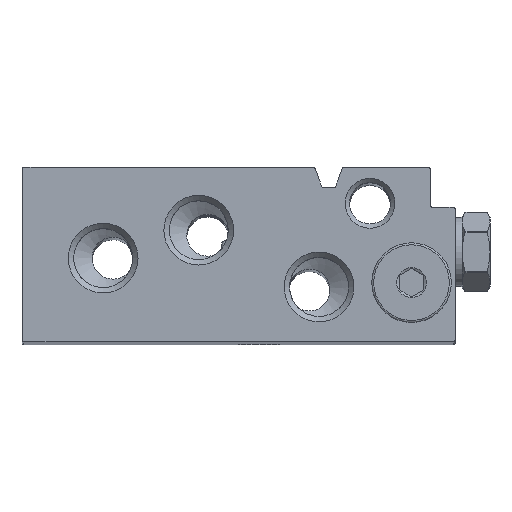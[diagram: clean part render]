
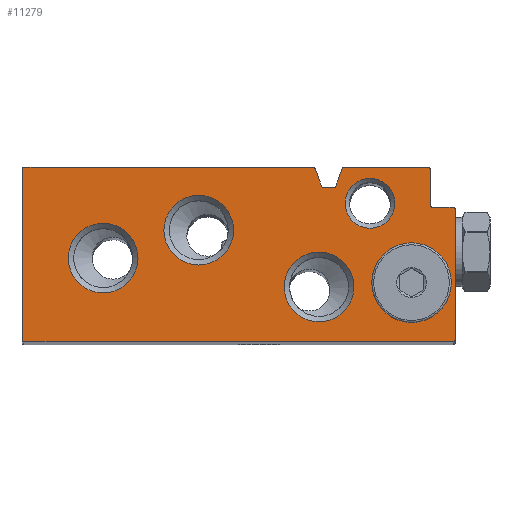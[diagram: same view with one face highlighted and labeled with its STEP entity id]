
A CAD part, top view. The second image highlights one B-rep face of the part: STEP entity #11279.
In plain terms, the highlighted face is planar.
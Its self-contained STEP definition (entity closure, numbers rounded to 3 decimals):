
#62=PLANE('',#12732);
#389=LINE('',#19946,#932);
#393=LINE('',#19962,#936);
#419=LINE('',#20078,#962);
#471=LINE('',#20334,#1014);
#475=LINE('',#20346,#1018);
#479=LINE('',#20358,#1022);
#483=LINE('',#20370,#1026);
#569=LINE('',#20634,#1112);
#573=LINE('',#20646,#1116);
#577=LINE('',#20657,#1120);
#932=VECTOR('',#14078,1000.);
#936=VECTOR('',#14094,1000.);
#962=VECTOR('',#14188,1000.);
#1014=VECTOR('',#14396,1000.);
#1018=VECTOR('',#14408,1000.);
#1022=VECTOR('',#14420,1000.);
#1026=VECTOR('',#14432,1000.);
#1112=VECTOR('',#14614,1000.);
#1116=VECTOR('',#14626,1000.);
#1120=VECTOR('',#14638,1000.);
#1832=CIRCLE('',#12543,0.2);
#1835=CIRCLE('',#12548,0.2);
#1839=CIRCLE('',#12554,0.2);
#1871=CIRCLE('',#12588,0.2);
#1947=CIRCLE('',#12666,0.2);
#1949=CIRCLE('',#12670,0.2);
#1951=CIRCLE('',#12674,0.2);
#1953=CIRCLE('',#12678,0.2);
#1999=CIRCLE('',#12726,0.2);
#2001=CIRCLE('',#12730,0.2);
#2002=CIRCLE('',#12733,3.5);
#2003=CIRCLE('',#12734,3.5);
#2004=CIRCLE('',#12735,3.5);
#2005=CIRCLE('',#12736,2.5);
#2006=CIRCLE('',#12737,2.5);
#3126=ORIENTED_EDGE('',*,*,#5888,.F.);
#3127=ORIENTED_EDGE('',*,*,#5889,.F.);
#3128=ORIENTED_EDGE('',*,*,#5890,.F.);
#3129=ORIENTED_EDGE('',*,*,#5891,.F.);
#3130=ORIENTED_EDGE('',*,*,#5892,.F.);
#3131=ORIENTED_EDGE('',*,*,#5527,.F.);
#3132=ORIENTED_EDGE('',*,*,#5887,.F.);
#3133=ORIENTED_EDGE('',*,*,#5884,.T.);
#3134=ORIENTED_EDGE('',*,*,#5881,.F.);
#3135=ORIENTED_EDGE('',*,*,#5878,.F.);
#3136=ORIENTED_EDGE('',*,*,#5875,.F.);
#3137=ORIENTED_EDGE('',*,*,#5746,.F.);
#3138=ORIENTED_EDGE('',*,*,#5743,.F.);
#3139=ORIENTED_EDGE('',*,*,#5740,.T.);
#3140=ORIENTED_EDGE('',*,*,#5737,.F.);
#3141=ORIENTED_EDGE('',*,*,#5734,.T.);
#3142=ORIENTED_EDGE('',*,*,#5731,.F.);
#3143=ORIENTED_EDGE('',*,*,#5728,.F.);
#3144=ORIENTED_EDGE('',*,*,#5725,.F.);
#3145=ORIENTED_EDGE('',*,*,#5600,.F.);
#3146=ORIENTED_EDGE('',*,*,#5597,.F.);
#3147=ORIENTED_EDGE('',*,*,#5542,.F.);
#3148=ORIENTED_EDGE('',*,*,#5539,.F.);
#3149=ORIENTED_EDGE('',*,*,#5534,.F.);
#3150=ORIENTED_EDGE('',*,*,#5531,.F.);
#5527=EDGE_CURVE('',#6947,#6948,#1832,.T.);
#5531=EDGE_CURVE('',#6948,#6951,#389,.T.);
#5534=EDGE_CURVE('',#6951,#6953,#1835,.T.);
#5539=EDGE_CURVE('',#6953,#6957,#393,.T.);
#5542=EDGE_CURVE('',#6957,#6959,#1839,.T.);
#5597=EDGE_CURVE('',#6959,#7013,#419,.T.);
#5600=EDGE_CURVE('',#7013,#7015,#1871,.T.);
#5725=EDGE_CURVE('',#7015,#7139,#471,.T.);
#5728=EDGE_CURVE('',#7139,#7141,#1947,.T.);
#5731=EDGE_CURVE('',#7141,#7143,#475,.T.);
#5734=EDGE_CURVE('',#7145,#7143,#1949,.T.);
#5737=EDGE_CURVE('',#7145,#7147,#479,.T.);
#5740=EDGE_CURVE('',#7149,#7147,#1951,.T.);
#5743=EDGE_CURVE('',#7149,#7151,#483,.T.);
#5746=EDGE_CURVE('',#7151,#7153,#1953,.T.);
#5875=EDGE_CURVE('',#7153,#7281,#569,.T.);
#5878=EDGE_CURVE('',#7281,#7283,#1999,.T.);
#5881=EDGE_CURVE('',#7283,#7285,#573,.T.);
#5884=EDGE_CURVE('',#7287,#7285,#2001,.T.);
#5887=EDGE_CURVE('',#7287,#6947,#577,.T.);
#5888=EDGE_CURVE('',#7288,#7288,#2002,.T.);
#5889=EDGE_CURVE('',#7289,#7289,#2003,.T.);
#5890=EDGE_CURVE('',#7290,#7290,#2004,.T.);
#5891=EDGE_CURVE('',#7291,#7291,#2005,.T.);
#5892=EDGE_CURVE('',#7292,#7292,#2006,.T.);
#6947=VERTEX_POINT('',#19937);
#6948=VERTEX_POINT('',#19939);
#6951=VERTEX_POINT('',#19947);
#6953=VERTEX_POINT('',#19953);
#6957=VERTEX_POINT('',#19963);
#6959=VERTEX_POINT('',#19969);
#7013=VERTEX_POINT('',#20079);
#7015=VERTEX_POINT('',#20085);
#7139=VERTEX_POINT('',#20335);
#7141=VERTEX_POINT('',#20341);
#7143=VERTEX_POINT('',#20347);
#7145=VERTEX_POINT('',#20353);
#7147=VERTEX_POINT('',#20359);
#7149=VERTEX_POINT('',#20365);
#7151=VERTEX_POINT('',#20371);
#7153=VERTEX_POINT('',#20377);
#7281=VERTEX_POINT('',#20635);
#7283=VERTEX_POINT('',#20641);
#7285=VERTEX_POINT('',#20647);
#7287=VERTEX_POINT('',#20653);
#7288=VERTEX_POINT('',#20660);
#7289=VERTEX_POINT('',#20662);
#7290=VERTEX_POINT('',#20664);
#7291=VERTEX_POINT('',#20666);
#7292=VERTEX_POINT('',#20668);
#8486=EDGE_LOOP('',(#3126));
#8487=EDGE_LOOP('',(#3127));
#8488=EDGE_LOOP('',(#3128));
#8489=EDGE_LOOP('',(#3129));
#8490=EDGE_LOOP('',(#3130));
#8491=EDGE_LOOP('',(#3131,#3132,#3133,#3134,#3135,#3136,#3137,#3138,#3139,
#3140,#3141,#3142,#3143,#3144,#3145,#3146,#3147,#3148,#3149,#3150));
#9881=FACE_BOUND('',#8486,.T.);
#9882=FACE_BOUND('',#8487,.T.);
#9883=FACE_BOUND('',#8488,.T.);
#9884=FACE_BOUND('',#8489,.T.);
#9885=FACE_BOUND('',#8490,.T.);
#9886=FACE_BOUND('',#8491,.T.);
#11279=ADVANCED_FACE('',(#9881,#9882,#9883,#9884,#9885,#9886),#62,.F.);
#12543=AXIS2_PLACEMENT_3D('',#19938,#14070,#14071);
#12548=AXIS2_PLACEMENT_3D('',#19952,#14084,#14085);
#12554=AXIS2_PLACEMENT_3D('',#19968,#14100,#14101);
#12588=AXIS2_PLACEMENT_3D('',#20084,#14194,#14195);
#12666=AXIS2_PLACEMENT_3D('',#20340,#14402,#14403);
#12670=AXIS2_PLACEMENT_3D('',#20352,#14414,#14415);
#12674=AXIS2_PLACEMENT_3D('',#20364,#14426,#14427);
#12678=AXIS2_PLACEMENT_3D('',#20376,#14438,#14439);
#12726=AXIS2_PLACEMENT_3D('',#20640,#14620,#14621);
#12730=AXIS2_PLACEMENT_3D('',#20652,#14632,#14633);
#12732=AXIS2_PLACEMENT_3D('',#20658,#14639,#14640);
#12733=AXIS2_PLACEMENT_3D('',#20659,#14641,#14642);
#12734=AXIS2_PLACEMENT_3D('',#20661,#14643,#14644);
#12735=AXIS2_PLACEMENT_3D('',#20663,#14645,#14646);
#12736=AXIS2_PLACEMENT_3D('',#20665,#14647,#14648);
#12737=AXIS2_PLACEMENT_3D('',#20667,#14649,#14650);
#14070=DIRECTION('',(0.,0.,1.));
#14071=DIRECTION('',(1.,0.,0.));
#14078=DIRECTION('',(0.,-1.,0.));
#14084=DIRECTION('',(0.,0.,1.));
#14085=DIRECTION('',(1.,0.,0.));
#14094=DIRECTION('',(1.,0.,0.));
#14100=DIRECTION('',(0.,0.,1.));
#14101=DIRECTION('',(1.,0.,0.));
#14188=DIRECTION('',(0.,1.,0.));
#14194=DIRECTION('',(0.,0.,1.));
#14195=DIRECTION('',(1.,0.,0.));
#14396=DIRECTION('',(-1.,0.,0.));
#14402=DIRECTION('',(0.,0.,1.));
#14403=DIRECTION('',(1.,0.,0.));
#14408=DIRECTION('',(-0.342,-0.94,0.));
#14414=DIRECTION('',(0.,0.,1.));
#14415=DIRECTION('',(1.,0.,0.));
#14420=DIRECTION('',(-1.,0.,0.));
#14426=DIRECTION('',(0.,0.,1.));
#14427=DIRECTION('',(1.,0.,0.));
#14432=DIRECTION('',(-0.342,0.94,0.));
#14438=DIRECTION('',(0.,0.,1.));
#14439=DIRECTION('',(1.,0.,0.));
#14614=DIRECTION('',(-1.,0.,0.));
#14620=DIRECTION('',(0.,0.,1.));
#14621=DIRECTION('',(1.,0.,0.));
#14626=DIRECTION('',(0.,-1.,0.));
#14632=DIRECTION('',(0.,0.,1.));
#14633=DIRECTION('',(1.,0.,0.));
#14638=DIRECTION('',(-1.,0.,0.));
#14639=DIRECTION('',(0.,0.,1.));
#14640=DIRECTION('',(1.,0.,0.));
#14641=DIRECTION('',(0.,0.,-1.));
#14642=DIRECTION('',(-1.,0.,0.));
#14643=DIRECTION('',(0.,0.,-1.));
#14644=DIRECTION('',(-1.,0.,0.));
#14645=DIRECTION('',(0.,0.,-1.));
#14646=DIRECTION('',(-1.,0.,0.));
#14647=DIRECTION('',(0.,0.,-1.));
#14648=DIRECTION('',(-1.,0.,0.));
#14649=DIRECTION('',(0.,0.,-1.));
#14650=DIRECTION('',(-1.,0.,0.));
#19937=CARTESIAN_POINT('',(-24.65,13.5,-162.5));
#19938=CARTESIAN_POINT('',(-24.65,13.3,-162.5));
#19939=CARTESIAN_POINT('',(-24.85,13.3,-162.5));
#19946=CARTESIAN_POINT('',(-24.85,13.3,-162.5));
#19947=CARTESIAN_POINT('',(-24.85,0.2,-162.5));
#19952=CARTESIAN_POINT('',(-24.65,0.2,-162.5));
#19953=CARTESIAN_POINT('',(-24.65,0.,-162.5));
#19962=CARTESIAN_POINT('',(-24.65,0.,-162.5));
#19963=CARTESIAN_POINT('',(18.45,0.,-162.5));
#19968=CARTESIAN_POINT('',(18.45,0.2,-162.5));
#19969=CARTESIAN_POINT('',(18.65,0.2,-162.5));
#20078=CARTESIAN_POINT('',(18.65,0.2,-162.5));
#20079=CARTESIAN_POINT('',(18.65,17.3,-162.5));
#20084=CARTESIAN_POINT('',(18.45,17.3,-162.5));
#20085=CARTESIAN_POINT('',(18.45,17.5,-162.5));
#20334=CARTESIAN_POINT('',(18.45,17.5,-162.5));
#20335=CARTESIAN_POINT('',(-10.61,17.5,-162.5));
#20340=CARTESIAN_POINT('',(-10.61,17.3,-162.5));
#20341=CARTESIAN_POINT('',(-10.798,17.368,-162.5));
#20346=CARTESIAN_POINT('',(-10.798,17.368,-162.5));
#20347=CARTESIAN_POINT('',(-11.43,15.632,-162.5));
#20352=CARTESIAN_POINT('',(-11.618,15.7,-162.5));
#20353=CARTESIAN_POINT('',(-11.618,15.5,-162.5));
#20358=CARTESIAN_POINT('',(-11.618,15.5,-162.5));
#20359=CARTESIAN_POINT('',(-12.682,15.5,-162.5));
#20364=CARTESIAN_POINT('',(-12.682,15.7,-162.5));
#20365=CARTESIAN_POINT('',(-12.87,15.632,-162.5));
#20370=CARTESIAN_POINT('',(-12.87,15.632,-162.5));
#20371=CARTESIAN_POINT('',(-13.502,17.368,-162.5));
#20376=CARTESIAN_POINT('',(-13.69,17.3,-162.5));
#20377=CARTESIAN_POINT('',(-13.69,17.5,-162.5));
#20634=CARTESIAN_POINT('',(-13.69,17.5,-162.5));
#20635=CARTESIAN_POINT('',(-22.15,17.5,-162.5));
#20640=CARTESIAN_POINT('',(-22.15,17.3,-162.5));
#20641=CARTESIAN_POINT('',(-22.35,17.3,-162.5));
#20646=CARTESIAN_POINT('',(-22.35,17.3,-162.5));
#20647=CARTESIAN_POINT('',(-22.35,13.7,-162.5));
#20652=CARTESIAN_POINT('',(-22.55,13.7,-162.5));
#20653=CARTESIAN_POINT('',(-22.55,13.5,-162.5));
#20657=CARTESIAN_POINT('',(-22.55,13.5,-162.5));
#20658=CARTESIAN_POINT('',(-24.65,13.3,-162.5));
#20659=CARTESIAN_POINT('',(10.5,8.4,-162.5));
#20660=CARTESIAN_POINT('',(7.,8.4,-162.5));
#20661=CARTESIAN_POINT('',(0.9,11.2,-162.5));
#20662=CARTESIAN_POINT('',(-2.6,11.2,-162.5));
#20663=CARTESIAN_POINT('',(-11.18,5.5,-162.5));
#20664=CARTESIAN_POINT('',(-14.68,5.5,-162.5));
#20665=CARTESIAN_POINT('',(-16.3,13.9,-162.5));
#20666=CARTESIAN_POINT('',(-18.8,13.9,-162.5));
#20667=CARTESIAN_POINT('',(-20.47,5.93,-162.5));
#20668=CARTESIAN_POINT('',(-22.97,5.93,-162.5));
